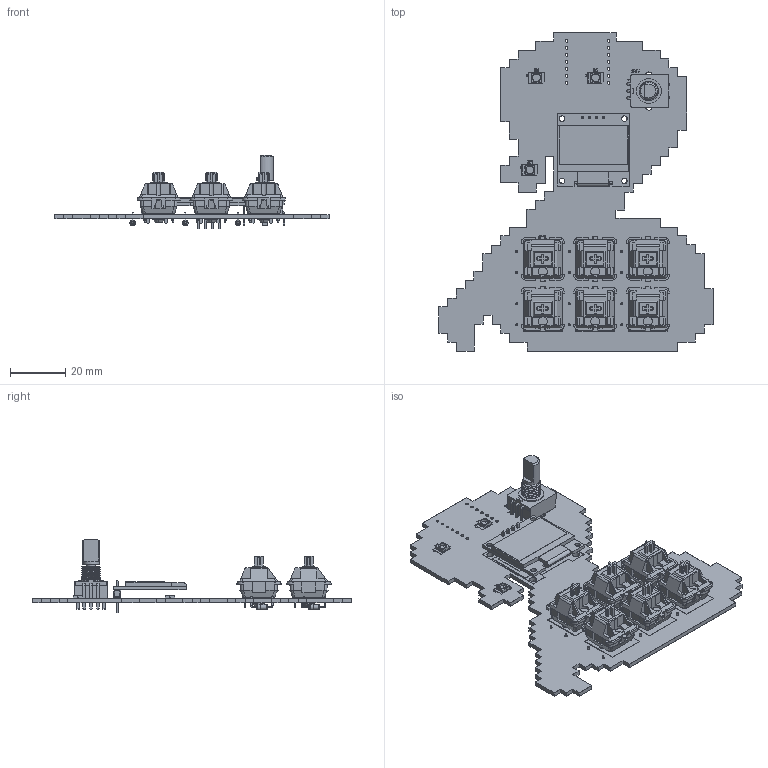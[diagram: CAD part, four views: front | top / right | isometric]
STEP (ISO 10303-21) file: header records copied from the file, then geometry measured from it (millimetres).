
FILE_DESCRIPTION(('KiCad electronic assembly'),'2;1');
FILE_NAME('SnakePad.step','2025-05-31T21:40:28',('Pcbnew'),('Kicad'), 'Open CASCADE STEP processor 7.8','KiCad to STEP converter','Unknown' );
FILE_SCHEMA(('AUTOMOTIVE_DESIGN { 1 0 10303 214 1 1 1 1 }'));
Length unit declared in the file: millimetre
Products named in the file (17): SnakePad 1; SK6812MINI-012; MX1A-E1NW--3DModel-STEP-56544; CUI_ACZ11BR1E-15FD1; Body; Shaft; Pins; OLED TEMU 0.96 in; Part2; Assembly1; brep_2; shell_1; D_DO-35_SOD27_P7.62mm_Horizontal; SnakePad_silkscreen; SnakePad_soldermask; SnakePad_PCB; SnakePad 2
Assembly tree (30 placements, depth 4):
  SnakePad 1
    SK6812MINI-012  x3
    MX1A-E1NW--3DModel-STEP-56544  x6
    CUI_ACZ11BR1E-15FD1
      Body
      Shaft
      Pins
    OLED TEMU 0.96 in
      Part2
      Assembly1
        brep_2  x4
        shell_1
    D_DO-35_SOD27_P7.62mm_Horizontal  x6
    SnakePad_silkscreen
    SnakePad_soldermask
    SnakePad_PCB
  SnakePad 2
Bounding box: 99.42 x 115.58 x 26.8 mm (x, y, z)
Volume: 23176.2 mm3; surface area: 43344.3 mm2
Topology: 85 solids, 157 shells, 2186 faces, 7140 edges, 5202 vertices
Faces by surface type: plane 1716, cylinder 353, sphere 48, cone 43, torus 24, bspline 2
Full cylindrical faces by diameter (mm): 0.5 x18, 0.6 x4, 0.8 x16, 1 x19, 1.5 x12, 1.7 x12, 2 x16, 2.02 x6, 2.5 x4, 2.6 x2, 3 x1, 4 x6, 6 x1, 6.048 x2, 6.908 x3, 9 x1
Entity records: 41290 total; most frequent: CARTESIAN_POINT 8638, DIRECTION 6061, ORIENTED_EDGE 5588, EDGE_CURVE 3612, VERTEX_POINT 2936, LINE 2711, VECTOR 2711, AXIS2_PLACEMENT_3D 1675
